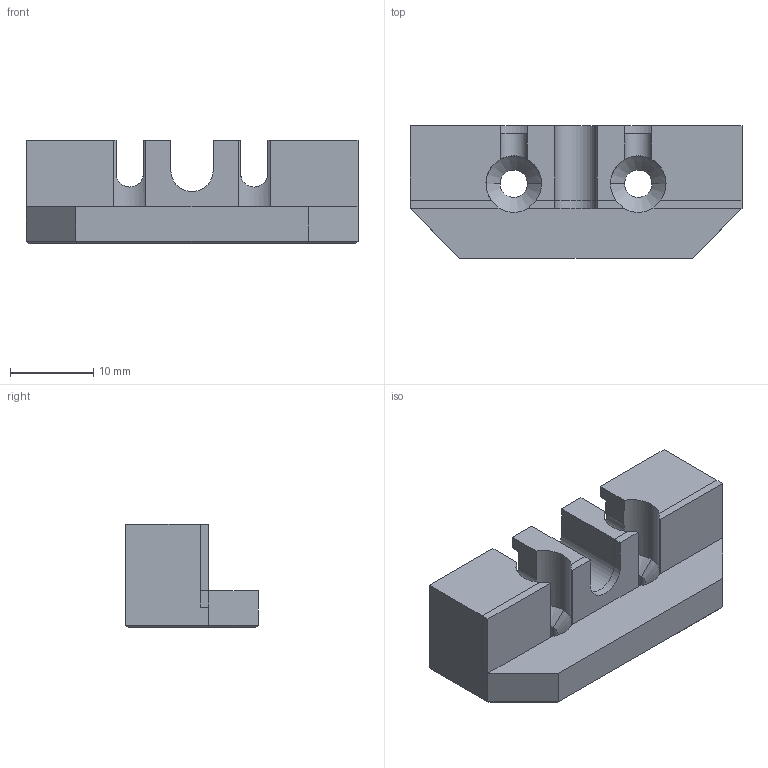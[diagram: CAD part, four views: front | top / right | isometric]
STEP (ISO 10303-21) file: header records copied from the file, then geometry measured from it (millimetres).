
FILE_DESCRIPTION(('FreeCAD Model'),'2;1');
FILE_NAME('1mm lower nozzle-mount.step', '2015-04-20T11:26:08',('Author'),(''), 'Open CASCADE STEP processor 6.7','FreeCAD','Unknown');
FILE_SCHEMA(('AUTOMOTIVE_DESIGN_CC2 { 1 2 10303 214 -1 1 5 4 }'));
Length unit declared in the file: millimetre
Products named in the file (1): Pocket
Bounding box: 40 x 16 x 12.5 mm (x, y, z)
Volume: 4788.9 mm3; surface area: 2788.3 mm2
Topology: 1 solids, 1 shells, 73 faces, 191 edges, 118 vertices
Faces by surface type: plane 47, cylinder 18, cone 8
Entity records: 5039 total; most frequent: CARTESIAN_POINT 1404, DIRECTION 620, ORIENTED_EDGE 382, PCURVE 382, DEFINITIONAL_REPRESENTATION 382, LINE 374, VECTOR 374, EDGE_CURVE 191
